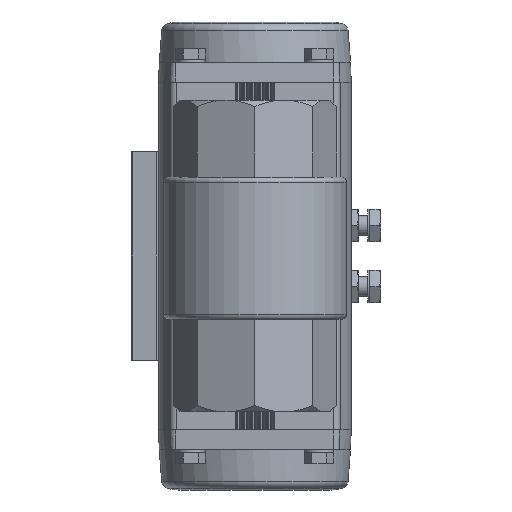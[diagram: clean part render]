
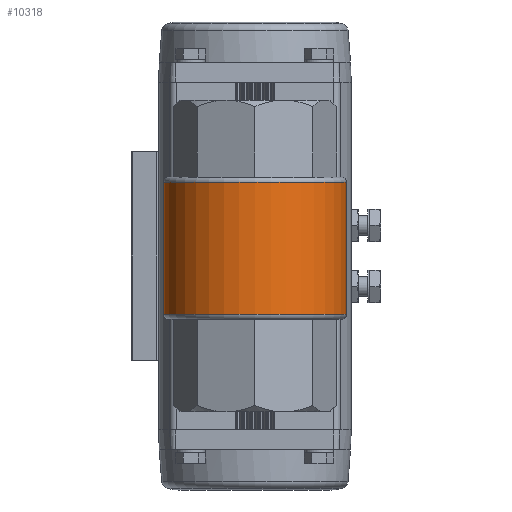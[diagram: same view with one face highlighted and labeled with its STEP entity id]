
A CAD part, front view. The second image highlights one B-rep face of the part: STEP entity #10318.
In plain terms, the highlighted cylindrical face has radius 28.5 mm (diameter 57 mm), a full revolution.
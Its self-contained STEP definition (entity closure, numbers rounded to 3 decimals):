
#377=CIRCLE('',#11162,28.5);
#378=CIRCLE('',#11163,28.5);
#907=CYLINDRICAL_SURFACE('',#11161,28.5);
#2339=ORIENTED_EDGE('',*,*,#5257,.F.);
#2340=ORIENTED_EDGE('',*,*,#5258,.F.);
#2341=ORIENTED_EDGE('',*,*,#5259,.T.);
#5257=EDGE_CURVE('',#6710,#6710,#377,.T.);
#5258=EDGE_CURVE('',#6711,#6711,#7693,.T.);
#5259=EDGE_CURVE('',#6712,#6712,#378,.T.);
#6710=VERTEX_POINT('',#15782);
#6711=VERTEX_POINT('',#15802);
#6712=VERTEX_POINT('',#15804);
#7693=B_SPLINE_CURVE_WITH_KNOTS('',3,(#15783,#15784,#15785,#15786,#15787,
#15788,#15789,#15790,#15791,#15792,#15793,#15794,#15795,#15796,#15797,#15798,
#15799,#15800,#15801),.UNSPECIFIED.,.T.,.F.,(1,1,1,1,1,1,1,1,1,1,1,1,1,
1,1,1,1,1,1,1,1,1,1),(-0.013,-0.009,-0.004,
0.,0.004,0.009,0.013,0.017,
0.022,0.026,0.03,0.035,
0.039,0.043,0.048,0.052,
0.056,0.061,0.065,0.069,
0.074,0.078,0.082),.UNSPECIFIED.);
#7984=EDGE_LOOP('',(#2339));
#7985=EDGE_LOOP('',(#2340));
#7986=EDGE_LOOP('',(#2341));
#8965=FACE_BOUND('',#7984,.T.);
#8966=FACE_BOUND('',#7985,.T.);
#8967=FACE_BOUND('',#7986,.T.);
#10318=ADVANCED_FACE('',(#8965,#8966,#8967),#907,.T.);
#11161=AXIS2_PLACEMENT_3D('',#15780,#12507,#12508);
#11162=AXIS2_PLACEMENT_3D('',#15781,#12509,#12510);
#11163=AXIS2_PLACEMENT_3D('',#15803,#12511,#12512);
#12507=DIRECTION('',(0.,0.,-1.));
#12508=DIRECTION('',(-1.,0.,0.));
#12509=DIRECTION('',(0.,0.,-1.));
#12510=DIRECTION('',(-1.,0.,0.));
#12511=DIRECTION('',(0.,0.,-1.));
#12512=DIRECTION('',(-1.,0.,0.));
#15780=CARTESIAN_POINT('',(0.,0.,-19.7));
#15781=CARTESIAN_POINT('',(0.,0.,-18.2));
#15782=CARTESIAN_POINT('',(-28.5,0.,-18.2));
#15783=CARTESIAN_POINT('',(4.347,28.267,-10.415));
#15784=CARTESIAN_POINT('',(0.004,28.617,-11.294));
#15785=CARTESIAN_POINT('',(-4.364,28.265,-10.41));
#15786=CARTESIAN_POINT('',(-7.98,27.422,-7.969));
#15787=CARTESIAN_POINT('',(-10.409,26.55,-4.358));
#15788=CARTESIAN_POINT('',(-11.294,26.163,-0.011));
#15789=CARTESIAN_POINT('',(-10.414,26.548,4.356));
#15790=CARTESIAN_POINT('',(-7.973,27.424,7.977));
#15791=CARTESIAN_POINT('',(-4.355,28.265,10.411));
#15792=CARTESIAN_POINT('',(-0.005,28.617,11.294));
#15793=CARTESIAN_POINT('',(4.355,28.266,10.414));
#15794=CARTESIAN_POINT('',(7.983,27.421,7.969));
#15795=CARTESIAN_POINT('',(10.414,26.548,4.349));
#15796=CARTESIAN_POINT('',(11.294,26.163,-0.003));
#15797=CARTESIAN_POINT('',(10.41,26.549,-4.361));
#15798=CARTESIAN_POINT('',(7.973,27.424,-7.978));
#15799=CARTESIAN_POINT('',(4.347,28.267,-10.415));
#15800=CARTESIAN_POINT('',(0.004,28.617,-11.294));
#15801=CARTESIAN_POINT('',(-4.364,28.265,-10.41));
#15802=CARTESIAN_POINT('',(0.,28.5,-11.));
#15803=CARTESIAN_POINT('',(0.,0.,23.));
#15804=CARTESIAN_POINT('',(-28.5,0.,23.));
